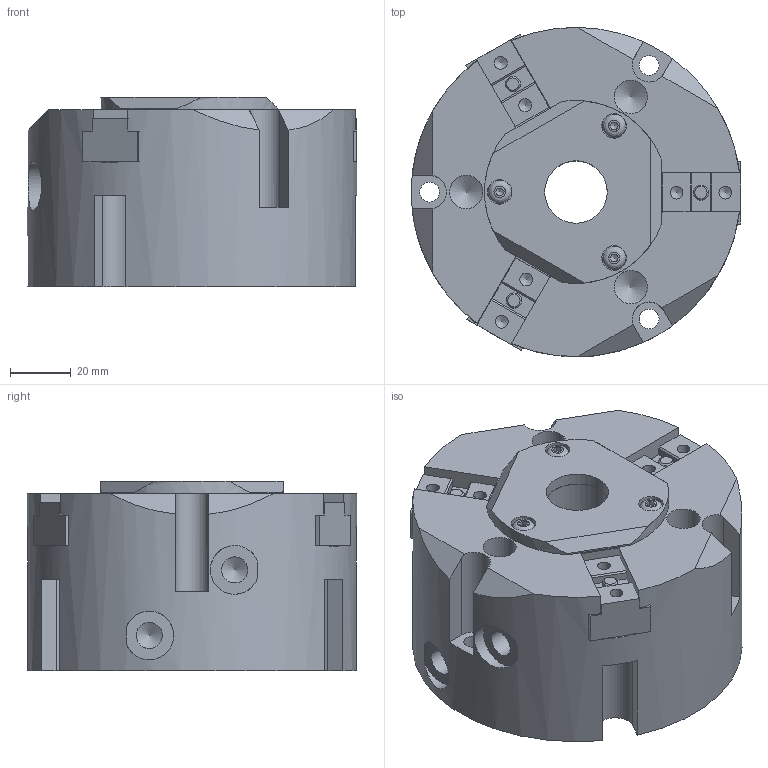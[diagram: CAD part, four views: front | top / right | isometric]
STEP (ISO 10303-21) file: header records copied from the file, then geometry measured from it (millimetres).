
FILE_DESCRIPTION(/* description */ (''),/* implementation_level */ '2;1');
FILE_NAME(/* name */ 'MFA-110-SV.stp',/* time_stamp */ '2018-02-01T14:19:43+01:00',/* author */ ('Tecnico'),/* organization */ (''),/* preprocessor_version */ 'ST-DEVELOPER v16.13',/* originating_system */ 'Autodesk Inventor 2018',/* authorisation */ '');
FILE_SCHEMA (('AUTOMOTIVE_DESIGN { 1 0 10303 214 3 1 1 }'));
Length unit declared in the file: millimetre
Products named in the file (6): MFB-110; MFB-110-CORPO; MFB-110-COPERCHIO; MFB-110-GRIFFA; ISO 7380-1 - M4 x 8; MFB-110-TUBO
Assembly tree (9 placements, depth 2):
  MFB-110
    MFB-110-CORPO
    MFB-110-COPERCHIO
    MFB-110-GRIFFA  x3
    ISO 7380-1 - M4 x 8  x3
    MFB-110-TUBO
Bounding box: 107.97 x 108 x 62 mm (x, y, z)
Volume: 453102.7 mm3; surface area: 82373 mm2
Topology: 9 solids, 9 shells, 268 faces, 696 edges, 455 vertices
Faces by surface type: plane 171, cylinder 59, cone 32, torus 3, bspline 3
Full cylindrical faces by diameter (mm): 3.242 x3, 4 x3, 4.134 x2, 4.2 x6, 4.5 x3, 5 x3, 6 x2, 6.5 x6, 7.6 x3, 8 x3, 8.566 x2, 11 x3, 20.5 x2, 28 x2, 38 x1, 108 x1
Entity records: 5772 total; most frequent: CARTESIAN_POINT 1070, DIRECTION 982, ORIENTED_EDGE 834, EDGE_CURVE 417, AXIS2_PLACEMENT_3D 376, VERTEX_POINT 302, EDGE_LOOP 273, LINE 230
